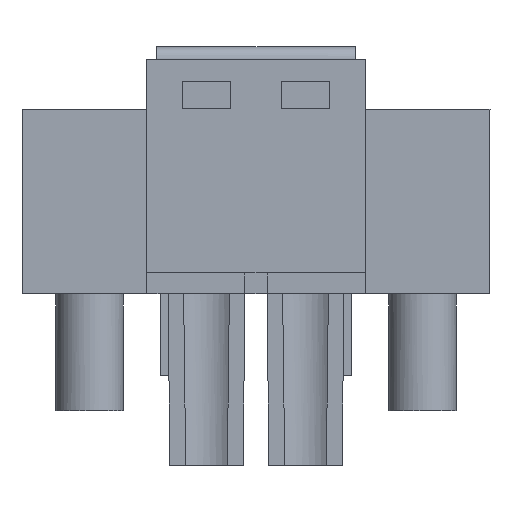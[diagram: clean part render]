
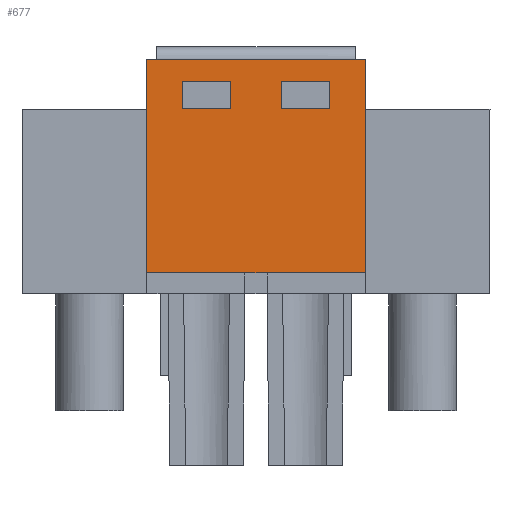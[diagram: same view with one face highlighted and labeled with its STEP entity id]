
A CAD part, front view. The second image highlights one B-rep face of the part: STEP entity #677.
In plain terms, the highlighted planar face has unit normal (0, -1, 0).
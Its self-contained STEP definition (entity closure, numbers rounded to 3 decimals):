
#596=AXIS2_PLACEMENT_3D('Plane Axis2P3D',#593,#594,#595) ;
#112=CARTESIAN_POINT('Vertex',(13.21,0.,7.4)) ;
#115=CARTESIAN_POINT('Line Origine',(9.005,0.,7.4)) ;
#119=CARTESIAN_POINT('Vertex',(4.8,0.,7.4)) ;
#170=CARTESIAN_POINT('Line Origine',(4.8,0.,11.5)) ;
#174=CARTESIAN_POINT('Vertex',(4.8,0.,15.6)) ;
#569=CARTESIAN_POINT('Vertex',(13.21,0.,15.6)) ;
#572=CARTESIAN_POINT('Line Origine',(13.21,0.,11.5)) ;
#593=CARTESIAN_POINT('Axis2P3D Location',(5.195,0.,15.6)) ;
#598=CARTESIAN_POINT('Line Origine',(9.005,0.,15.6)) ;
#609=CARTESIAN_POINT('Line Origine',(11.835,0.,14.255)) ;
#613=CARTESIAN_POINT('Vertex',(11.835,0.,13.73)) ;
#615=CARTESIAN_POINT('Vertex',(11.835,0.,14.78)) ;
#618=CARTESIAN_POINT('Line Origine',(10.91,0.,13.73)) ;
#622=CARTESIAN_POINT('Vertex',(9.985,0.,13.73)) ;
#625=CARTESIAN_POINT('Line Origine',(9.985,0.,14.255)) ;
#629=CARTESIAN_POINT('Vertex',(9.985,0.,14.78)) ;
#632=CARTESIAN_POINT('Line Origine',(10.91,0.,14.78)) ;
#643=CARTESIAN_POINT('Line Origine',(8.025,0.,14.255)) ;
#647=CARTESIAN_POINT('Vertex',(8.025,0.,13.73)) ;
#649=CARTESIAN_POINT('Vertex',(8.025,0.,14.78)) ;
#652=CARTESIAN_POINT('Line Origine',(7.1,0.,13.73)) ;
#656=CARTESIAN_POINT('Vertex',(6.175,0.,13.73)) ;
#659=CARTESIAN_POINT('Line Origine',(6.175,0.,14.255)) ;
#663=CARTESIAN_POINT('Vertex',(6.175,0.,14.78)) ;
#666=CARTESIAN_POINT('Line Origine',(7.1,0.,14.78)) ;
#116=DIRECTION('Vector Direction',(-1.,0.,0.)) ;
#171=DIRECTION('Vector Direction',(0.,0.,1.)) ;
#573=DIRECTION('Vector Direction',(0.,0.,1.)) ;
#594=DIRECTION('Axis2P3D Direction',(0.,-1.,0.)) ;
#595=DIRECTION('Axis2P3D XDirection',(0.,0.,-1.)) ;
#599=DIRECTION('Vector Direction',(-1.,0.,0.)) ;
#610=DIRECTION('Vector Direction',(0.,0.,1.)) ;
#619=DIRECTION('Vector Direction',(1.,0.,0.)) ;
#626=DIRECTION('Vector Direction',(0.,0.,-1.)) ;
#633=DIRECTION('Vector Direction',(-1.,0.,0.)) ;
#644=DIRECTION('Vector Direction',(0.,0.,1.)) ;
#653=DIRECTION('Vector Direction',(1.,0.,0.)) ;
#660=DIRECTION('Vector Direction',(0.,0.,-1.)) ;
#667=DIRECTION('Vector Direction',(-1.,0.,0.)) ;
#117=VECTOR('Line Direction',#116,1.) ;
#172=VECTOR('Line Direction',#171,1.) ;
#574=VECTOR('Line Direction',#573,1.) ;
#600=VECTOR('Line Direction',#599,1.) ;
#611=VECTOR('Line Direction',#610,1.) ;
#620=VECTOR('Line Direction',#619,1.) ;
#627=VECTOR('Line Direction',#626,1.) ;
#634=VECTOR('Line Direction',#633,1.) ;
#645=VECTOR('Line Direction',#644,1.) ;
#654=VECTOR('Line Direction',#653,1.) ;
#661=VECTOR('Line Direction',#660,1.) ;
#668=VECTOR('Line Direction',#667,1.) ;
#604=ORIENTED_EDGE('',*,*,#576,.T.) ;
#605=ORIENTED_EDGE('',*,*,#602,.F.) ;
#606=ORIENTED_EDGE('',*,*,#176,.F.) ;
#607=ORIENTED_EDGE('',*,*,#121,.F.) ;
#638=ORIENTED_EDGE('',*,*,#617,.F.) ;
#639=ORIENTED_EDGE('',*,*,#624,.F.) ;
#640=ORIENTED_EDGE('',*,*,#631,.F.) ;
#641=ORIENTED_EDGE('',*,*,#636,.F.) ;
#672=ORIENTED_EDGE('',*,*,#651,.F.) ;
#673=ORIENTED_EDGE('',*,*,#658,.F.) ;
#674=ORIENTED_EDGE('',*,*,#665,.F.) ;
#675=ORIENTED_EDGE('',*,*,#670,.F.) ;
#642=FACE_BOUND('',#637,.T.) ;
#676=FACE_BOUND('',#671,.T.) ;
#677=ADVANCED_FACE('HOUSING',(#608,#642,#676),#597,.T.) ;
#121=EDGE_CURVE('',#113,#120,#118,.T.) ;
#176=EDGE_CURVE('',#120,#175,#173,.T.) ;
#576=EDGE_CURVE('',#113,#570,#575,.T.) ;
#602=EDGE_CURVE('',#175,#570,#601,.F.) ;
#617=EDGE_CURVE('',#614,#616,#612,.T.) ;
#624=EDGE_CURVE('',#623,#614,#621,.T.) ;
#631=EDGE_CURVE('',#630,#623,#628,.T.) ;
#636=EDGE_CURVE('',#616,#630,#635,.T.) ;
#651=EDGE_CURVE('',#648,#650,#646,.T.) ;
#658=EDGE_CURVE('',#657,#648,#655,.T.) ;
#665=EDGE_CURVE('',#664,#657,#662,.T.) ;
#670=EDGE_CURVE('',#650,#664,#669,.T.) ;
#603=EDGE_LOOP('',(#604,#605,#606,#607)) ;
#637=EDGE_LOOP('',(#638,#639,#640,#641)) ;
#671=EDGE_LOOP('',(#672,#673,#674,#675)) ;
#608=FACE_OUTER_BOUND('',#603,.T.) ;
#118=LINE('Line',#115,#117) ;
#173=LINE('Line',#170,#172) ;
#575=LINE('Line',#572,#574) ;
#601=LINE('Line',#598,#600) ;
#612=LINE('Line',#609,#611) ;
#621=LINE('Line',#618,#620) ;
#628=LINE('Line',#625,#627) ;
#635=LINE('Line',#632,#634) ;
#646=LINE('Line',#643,#645) ;
#655=LINE('Line',#652,#654) ;
#662=LINE('Line',#659,#661) ;
#669=LINE('Line',#666,#668) ;
#597=PLANE('',#596) ;
#113=VERTEX_POINT('',#112) ;
#120=VERTEX_POINT('',#119) ;
#175=VERTEX_POINT('',#174) ;
#570=VERTEX_POINT('',#569) ;
#614=VERTEX_POINT('',#613) ;
#616=VERTEX_POINT('',#615) ;
#623=VERTEX_POINT('',#622) ;
#630=VERTEX_POINT('',#629) ;
#648=VERTEX_POINT('',#647) ;
#650=VERTEX_POINT('',#649) ;
#657=VERTEX_POINT('',#656) ;
#664=VERTEX_POINT('',#663) ;
